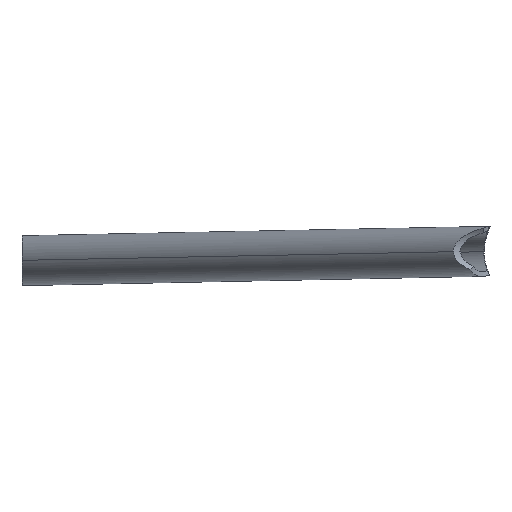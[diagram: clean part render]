
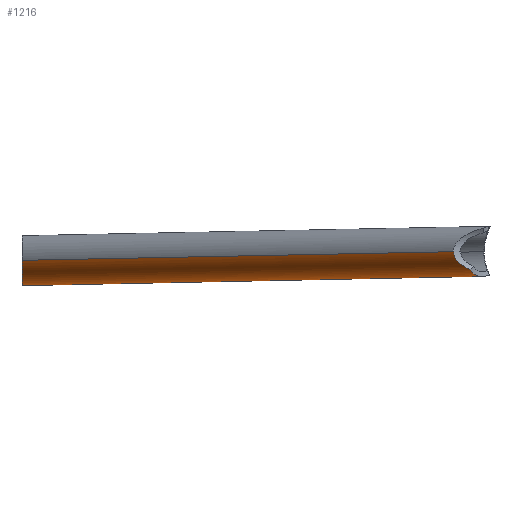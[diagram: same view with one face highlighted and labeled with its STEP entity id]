
A CAD part, left-side view. The second image highlights one B-rep face of the part: STEP entity #1216.
In plain terms, the highlighted cylindrical face has radius 7.5 mm (diameter 15 mm), a partial arc.
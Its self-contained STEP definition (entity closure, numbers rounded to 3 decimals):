
#64=CARTESIAN_POINT('Vertex',(-643.154,-140.585,-64.366)) ;
#68=CARTESIAN_POINT('Control Point',(-634.059,-138.972,-57.327)) ;
#69=CARTESIAN_POINT('Control Point',(-634.054,-138.968,-57.983)) ;
#70=CARTESIAN_POINT('Control Point',(-634.187,-138.997,-58.64)) ;
#71=CARTESIAN_POINT('Control Point',(-634.457,-139.061,-59.253)) ;
#72=CARTESIAN_POINT('Control Point',(-635.059,-139.202,-60.2)) ;
#73=CARTESIAN_POINT('Control Point',(-635.836,-139.378,-60.996)) ;
#74=CARTESIAN_POINT('Control Point',(-636.181,-139.455,-61.302)) ;
#75=CARTESIAN_POINT('Control Point',(-637.604,-139.765,-62.423)) ;
#76=CARTESIAN_POINT('Control Point',(-639.24,-140.085,-63.238)) ;
#77=CARTESIAN_POINT('Control Point',(-640.504,-140.3,-63.725)) ;
#78=CARTESIAN_POINT('Control Point',(-641.814,-140.478,-64.106)) ;
#79=CARTESIAN_POINT('Control Point',(-643.154,-140.585,-64.366)) ;
#80=CARTESIAN_POINT('Vertex',(-634.059,-138.972,-57.327)) ;
#1015=CARTESIAN_POINT('Line Origine',(-584.848,-69.648,-58.498)) ;
#1019=CARTESIAN_POINT('Vertex',(-513.894,0.,-59.889)) ;
#1021=CARTESIAN_POINT('Vertex',(-646.004,-129.679,-57.299)) ;
#1041=CARTESIAN_POINT('Line Origine',(-574.34,-80.352,-58.498)) ;
#1045=CARTESIAN_POINT('Vertex',(-503.186,-10.507,-59.893)) ;
#1130=CARTESIAN_POINT('Axis2P3D Location',(-579.594,-75.,-58.498)) ;
#1136=CARTESIAN_POINT('Control Point',(-643.154,-140.585,-64.366)) ;
#1137=CARTESIAN_POINT('Control Point',(-643.397,-139.959,-64.567)) ;
#1138=CARTESIAN_POINT('Control Point',(-643.674,-139.324,-64.703)) ;
#1139=CARTESIAN_POINT('Control Point',(-643.987,-138.691,-64.77)) ;
#1140=CARTESIAN_POINT('Control Point',(-644.811,-137.257,-64.743)) ;
#1141=CARTESIAN_POINT('Control Point',(-645.837,-136.017,-64.271)) ;
#1142=CARTESIAN_POINT('Control Point',(-646.478,-135.42,-63.846)) ;
#1143=CARTESIAN_POINT('Control Point',(-647.128,-134.971,-63.298)) ;
#1144=CARTESIAN_POINT('Control Point',(-647.757,-134.657,-62.662)) ;
#1145=CARTESIAN_POINT('Vertex',(-647.757,-134.657,-62.662)) ;
#1149=CARTESIAN_POINT('Control Point',(-646.004,-129.679,-57.299)) ;
#1150=CARTESIAN_POINT('Control Point',(-646.014,-129.688,-57.619)) ;
#1151=CARTESIAN_POINT('Control Point',(-646.036,-129.734,-57.938)) ;
#1152=CARTESIAN_POINT('Control Point',(-646.071,-129.816,-58.248)) ;
#1153=CARTESIAN_POINT('Control Point',(-646.168,-130.057,-58.891)) ;
#1154=CARTESIAN_POINT('Control Point',(-646.303,-130.412,-59.473)) ;
#1155=CARTESIAN_POINT('Control Point',(-646.383,-130.628,-59.765)) ;
#1156=CARTESIAN_POINT('Control Point',(-646.676,-131.426,-60.699)) ;
#1157=CARTESIAN_POINT('Control Point',(-647.018,-132.4,-61.446)) ;
#1158=CARTESIAN_POINT('Control Point',(-647.264,-133.124,-61.903)) ;
#1159=CARTESIAN_POINT('Control Point',(-647.513,-133.879,-62.306)) ;
#1160=CARTESIAN_POINT('Control Point',(-647.757,-134.657,-62.662)) ;
#1163=CARTESIAN_POINT('Control Point',(-513.894,0.,-59.889)) ;
#1164=CARTESIAN_POINT('Control Point',(-513.894,0.,-60.342)) ;
#1165=CARTESIAN_POINT('Control Point',(-513.846,0.,-60.795)) ;
#1166=CARTESIAN_POINT('Control Point',(-513.748,0.,-61.241)) ;
#1167=CARTESIAN_POINT('Control Point',(-513.358,0.,-62.432)) ;
#1168=CARTESIAN_POINT('Control Point',(-512.675,0.,-63.488)) ;
#1169=CARTESIAN_POINT('Control Point',(-512.15,0.,-64.092)) ;
#1170=CARTESIAN_POINT('Control Point',(-511.012,0.,-65.132)) ;
#1171=CARTESIAN_POINT('Control Point',(-509.704,0.,-65.925)) ;
#1172=CARTESIAN_POINT('Control Point',(-509.038,0.,-66.256)) ;
#1173=CARTESIAN_POINT('Control Point',(-507.874,0.,-66.732)) ;
#1174=CARTESIAN_POINT('Control Point',(-506.672,0.,-67.068)) ;
#1175=CARTESIAN_POINT('Control Point',(-506.173,0.,-67.183)) ;
#1176=CARTESIAN_POINT('Control Point',(-505.396,0.,-67.327)) ;
#1177=CARTESIAN_POINT('Control Point',(-504.615,0.,-67.419)) ;
#1178=CARTESIAN_POINT('Control Point',(-504.338,0.,-67.446)) ;
#1179=CARTESIAN_POINT('Control Point',(-503.972,0.,-67.472)) ;
#1180=CARTESIAN_POINT('Control Point',(-503.607,-0.001,-67.487)) ;
#1181=CARTESIAN_POINT('Control Point',(-503.513,0.,-67.49)) ;
#1182=CARTESIAN_POINT('Control Point',(-503.424,0.,-67.493)) ;
#1183=CARTESIAN_POINT('Control Point',(-503.335,0.,-67.495)) ;
#1184=CARTESIAN_POINT('Vertex',(-503.335,0.,-67.495)) ;
#1188=CARTESIAN_POINT('Control Point',(-503.186,-10.507,-59.893)) ;
#1189=CARTESIAN_POINT('Control Point',(-503.198,-10.519,-60.512)) ;
#1190=CARTESIAN_POINT('Control Point',(-503.21,-10.442,-61.133)) ;
#1191=CARTESIAN_POINT('Control Point',(-503.222,-10.274,-61.737)) ;
#1192=CARTESIAN_POINT('Control Point',(-503.249,-9.691,-63.098)) ;
#1193=CARTESIAN_POINT('Control Point',(-503.271,-8.755,-64.245)) ;
#1194=CARTESIAN_POINT('Control Point',(-503.283,-8.126,-64.828)) ;
#1195=CARTESIAN_POINT('Control Point',(-503.302,-6.767,-65.83)) ;
#1196=CARTESIAN_POINT('Control Point',(-503.316,-5.248,-66.539)) ;
#1197=CARTESIAN_POINT('Control Point',(-503.322,-4.466,-66.825)) ;
#1198=CARTESIAN_POINT('Control Point',(-503.328,-3.267,-67.161)) ;
#1199=CARTESIAN_POINT('Control Point',(-503.332,-2.048,-67.36)) ;
#1200=CARTESIAN_POINT('Control Point',(-503.334,-1.64,-67.411)) ;
#1201=CARTESIAN_POINT('Control Point',(-503.334,-1.072,-67.463)) ;
#1202=CARTESIAN_POINT('Control Point',(-503.335,-0.505,-67.487)) ;
#1203=CARTESIAN_POINT('Control Point',(-503.335,-0.317,-67.492)) ;
#1204=CARTESIAN_POINT('Control Point',(-503.335,-0.159,-67.495)) ;
#1205=CARTESIAN_POINT('Control Point',(-503.335,0.,-67.495)) ;
#1016=DIRECTION('Vector Direction',(-0.714,-0.7,0.014)) ;
#1042=DIRECTION('Vector Direction',(-0.714,-0.7,0.014)) ;
#1131=DIRECTION('Axis2P3D Direction',(-0.714,-0.7,0.014)) ;
#1132=DIRECTION('Axis2P3D XDirection',(-0.701,0.714,0.)) ;
#1133=AXIS2_PLACEMENT_3D('Cylinder Axis2P3D',#1130,#1131,#1132) ;
#1208=ORIENTED_EDGE('',*,*,#1047,.T.) ;
#1209=ORIENTED_EDGE('',*,*,#82,.T.) ;
#1210=ORIENTED_EDGE('',*,*,#1147,.T.) ;
#1211=ORIENTED_EDGE('',*,*,#1161,.F.) ;
#1212=ORIENTED_EDGE('',*,*,#1023,.F.) ;
#1213=ORIENTED_EDGE('',*,*,#1186,.T.) ;
#1214=ORIENTED_EDGE('',*,*,#1206,.F.) ;
#1017=VECTOR('Line Direction',#1016,1.) ;
#1043=VECTOR('Line Direction',#1042,1.) ;
#1216=ADVANCED_FACE('Corps principal',(#1215),#1134,.T.) ;
#67=B_SPLINE_CURVE_WITH_KNOTS('',5,(#68,#69,#70,#71,#72,#73,#74,#75,#76,#77,#78,#79),.UNSPECIFIED.,.F.,.U.,(6,3,3,6),(0.,4.638,7.935,17.614),.UNSPECIFIED.) ;
#1135=B_SPLINE_CURVE_WITH_KNOTS('',5,(#1136,#1137,#1138,#1139,#1140,#1141,#1142,#1143,#1144),.UNSPECIFIED.,.F.,.U.,(6,3,6),(14.165,19.168,25.798),.UNSPECIFIED.) ;
#1148=B_SPLINE_CURVE_WITH_KNOTS('',5,(#1149,#1150,#1151,#1152,#1153,#1154,#1155,#1156,#1157,#1158,#1159,#1160),.UNSPECIFIED.,.F.,.U.,(6,3,3,6),(0.,2.265,4.884,11.176),.UNSPECIFIED.) ;
#1162=B_SPLINE_CURVE_WITH_KNOTS('',5,(#1163,#1164,#1165,#1166,#1167,#1168,#1169,#1170,#1171,#1172,#1173,#1174,#1175,#1176,#1177,#1178,#1179,#1180,#1181,#1182,#1183),.UNSPECIFIED.,.F.,.U.,(6,3,3,3,3,3,6),(0.,3.122,8.615,13.856,17.512,19.514,20.158),.UNSPECIFIED.) ;
#1187=B_SPLINE_CURVE_WITH_KNOTS('',5,(#1188,#1189,#1190,#1191,#1192,#1193,#1194,#1195,#1196,#1197,#1198,#1199,#1200,#1201,#1202,#1203,#1204,#1205),.UNSPECIFIED.,.F.,.U.,(6,3,3,3,3,6),(0.,4.267,10.171,16.067,19.024,20.174),.UNSPECIFIED.) ;
#1134=CYLINDRICAL_SURFACE('generated cylinder',#1133,7.5) ;
#82=EDGE_CURVE('',#81,#65,#67,.T.) ;
#1023=EDGE_CURVE('',#1020,#1022,#1018,.T.) ;
#1047=EDGE_CURVE('',#1046,#81,#1044,.T.) ;
#1147=EDGE_CURVE('',#65,#1146,#1135,.T.) ;
#1161=EDGE_CURVE('',#1022,#1146,#1148,.T.) ;
#1186=EDGE_CURVE('',#1020,#1185,#1162,.T.) ;
#1206=EDGE_CURVE('',#1046,#1185,#1187,.T.) ;
#1207=EDGE_LOOP('',(#1208,#1209,#1210,#1211,#1212,#1213,#1214)) ;
#1215=FACE_OUTER_BOUND('',#1207,.T.) ;
#1018=LINE('Line',#1015,#1017) ;
#1044=LINE('Line',#1041,#1043) ;
#65=VERTEX_POINT('',#64) ;
#81=VERTEX_POINT('',#80) ;
#1020=VERTEX_POINT('',#1019) ;
#1022=VERTEX_POINT('',#1021) ;
#1046=VERTEX_POINT('',#1045) ;
#1146=VERTEX_POINT('',#1145) ;
#1185=VERTEX_POINT('',#1184) ;
